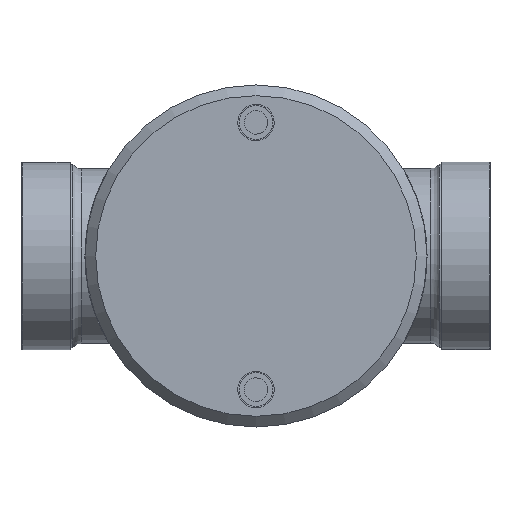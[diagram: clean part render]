
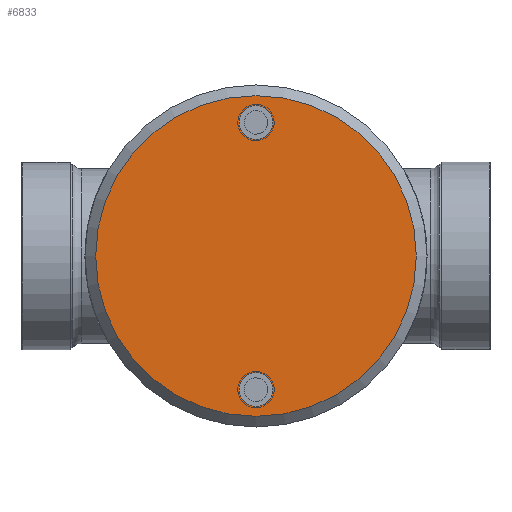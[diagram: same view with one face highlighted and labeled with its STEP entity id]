
A CAD part, front view. The second image highlights one B-rep face of the part: STEP entity #6833.
In plain terms, the highlighted planar face has unit normal (0, -1, 0).
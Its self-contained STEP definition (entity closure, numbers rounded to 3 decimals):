
#42 = EDGE_CURVE ( 'NONE', #6028, #6028, #5918, .T. ) ;
#147 = DIRECTION ( 'NONE',  ( 0., 0., -1. ) ) ;
#148 = CIRCLE ( 'NONE', #1791, 30. ) ;
#523 = ORIENTED_EDGE ( 'NONE', *, *, #42, .F. ) ;
#692 = DIRECTION ( 'NONE',  ( 0., 0., -1. ) ) ;
#1022 = FACE_BOUND ( 'NONE', #1619, .T. ) ;
#1139 = FACE_BOUND ( 'NONE', #3805, .T. ) ;
#1251 = DIRECTION ( 'NONE',  ( 0., -1., 0. ) ) ;
#1619 = EDGE_LOOP ( 'NONE', ( #523 ) ) ;
#1791 = AXIS2_PLACEMENT_3D ( 'NONE', #4194, #5431, #6619 ) ;
#2112 = DIRECTION ( 'NONE',  ( 0., -1., 0. ) ) ;
#2484 = EDGE_LOOP ( 'NONE', ( #3180 ) ) ;
#2614 = CIRCLE ( 'NONE', #7918, 3.175 ) ;
#3004 = PLANE ( 'NONE',  #4463 ) ;
#3044 = EDGE_CURVE ( 'NONE', #8210, #8210, #2614, .T. ) ;
#3159 = CARTESIAN_POINT ( 'NONE',  ( 0., 0., 21.825 ) ) ;
#3180 = ORIENTED_EDGE ( 'NONE', *, *, #3353, .T. ) ;
#3353 = EDGE_CURVE ( 'NONE', #5019, #5019, #148, .T. ) ;
#3589 = CARTESIAN_POINT ( 'NONE',  ( 0., 0., -28.175 ) ) ;
#3805 = EDGE_LOOP ( 'NONE', ( #6387 ) ) ;
#3984 = CARTESIAN_POINT ( 'NONE',  ( 0., 0., 25. ) ) ;
#4162 = CARTESIAN_POINT ( 'NONE',  ( 0., 0., -25. ) ) ;
#4194 = CARTESIAN_POINT ( 'NONE',  ( 0., 0., 0. ) ) ;
#4463 = AXIS2_PLACEMENT_3D ( 'NONE', #4894, #6302, #5704 ) ;
#4894 = CARTESIAN_POINT ( 'NONE',  ( 0., 0., 0. ) ) ;
#5019 = VERTEX_POINT ( 'NONE', #5735 ) ;
#5431 = DIRECTION ( 'NONE',  ( 0., -1., 0. ) ) ;
#5704 = DIRECTION ( 'NONE',  ( 0., 0., 1. ) ) ;
#5735 = CARTESIAN_POINT ( 'NONE',  ( 0., 0., 30. ) ) ;
#5918 = CIRCLE ( 'NONE', #6340, 3.175 ) ;
#6028 = VERTEX_POINT ( 'NONE', #3589 ) ;
#6178 = FACE_OUTER_BOUND ( 'NONE', #2484, .T. ) ;
#6302 = DIRECTION ( 'NONE',  ( 0., 1., 0. ) ) ;
#6340 = AXIS2_PLACEMENT_3D ( 'NONE', #4162, #2112, #147 ) ;
#6387 = ORIENTED_EDGE ( 'NONE', *, *, #3044, .F. ) ;
#6619 = DIRECTION ( 'NONE',  ( 0., 0., 1. ) ) ;
#6833 = ADVANCED_FACE ( 'NONE', ( #6178, #1139, #1022 ), #3004, .F. ) ;
#7918 = AXIS2_PLACEMENT_3D ( 'NONE', #3984, #1251, #692 ) ;
#8210 = VERTEX_POINT ( 'NONE', #3159 ) ;
